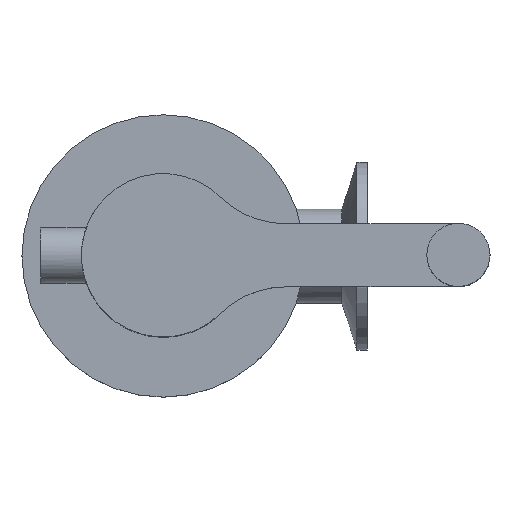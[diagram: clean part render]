
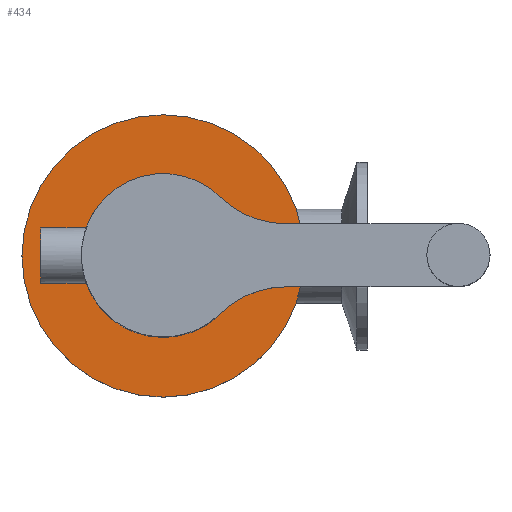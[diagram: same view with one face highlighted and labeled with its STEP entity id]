
A CAD part, top view. The second image highlights one B-rep face of the part: STEP entity #434.
In plain terms, the highlighted planar face has unit normal (0, 0, 1).
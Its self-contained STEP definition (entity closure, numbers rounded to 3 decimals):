
#19=FACE_BOUND('',#81,.T.);
#30=PLANE('',#498);
#48=FACE_OUTER_BOUND('',#80,.T.);
#80=EDGE_LOOP('',(#337));
#81=EDGE_LOOP('',(#338));
#118=CIRCLE('',#499,38.);
#119=CIRCLE('',#500,17.5);
#209=VERTEX_POINT('',#770);
#210=VERTEX_POINT('',#772);
#257=EDGE_CURVE('',#209,#209,#118,.T.);
#258=EDGE_CURVE('',#210,#210,#119,.T.);
#337=ORIENTED_EDGE('',*,*,#257,.F.);
#338=ORIENTED_EDGE('',*,*,#258,.T.);
#434=ADVANCED_FACE('',(#48,#19),#30,.T.);
#498=AXIS2_PLACEMENT_3D('',#769,#596,#597);
#499=AXIS2_PLACEMENT_3D('',#771,#598,#599);
#500=AXIS2_PLACEMENT_3D('',#773,#600,#601);
#596=DIRECTION('center_axis',(0.,0.,1.));
#597=DIRECTION('ref_axis',(1.,0.,0.));
#598=DIRECTION('center_axis',(0.,0.,-1.));
#599=DIRECTION('ref_axis',(-1.,0.,0.));
#600=DIRECTION('center_axis',(0.,0.,-1.));
#601=DIRECTION('ref_axis',(-1.,0.,0.));
#769=CARTESIAN_POINT('Origin',(-27.75,0.,47.25));
#770=CARTESIAN_POINT('',(38.,0.,47.25));
#771=CARTESIAN_POINT('Origin',(0.,0.,47.25));
#772=CARTESIAN_POINT('',(17.5,0.,47.25));
#773=CARTESIAN_POINT('Origin',(0.,0.,47.25));
